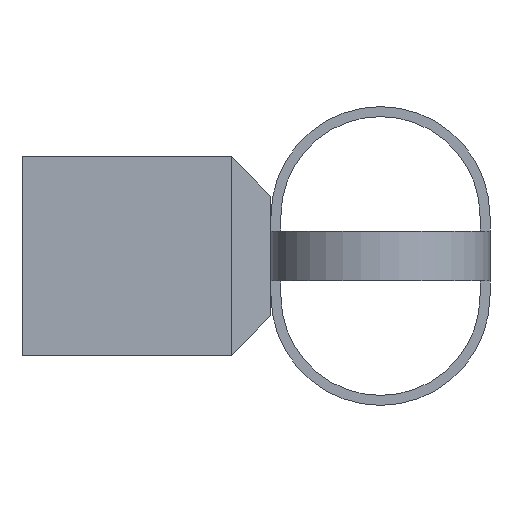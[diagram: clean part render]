
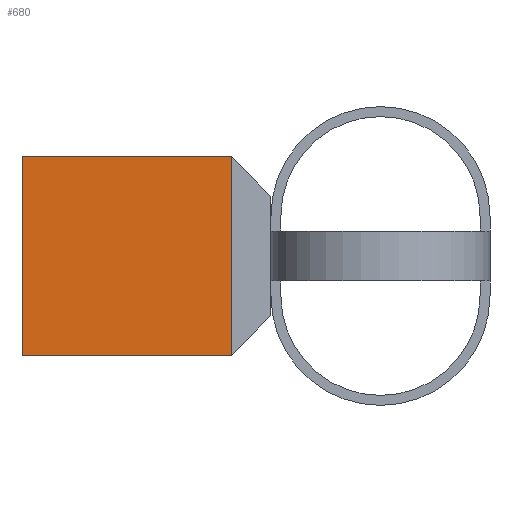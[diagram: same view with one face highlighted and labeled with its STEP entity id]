
A CAD part, left-side view. The second image highlights one B-rep face of the part: STEP entity #680.
In plain terms, the highlighted planar face has unit normal (-1, 0, 0).
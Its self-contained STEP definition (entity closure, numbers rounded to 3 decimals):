
#7 = LINE ( 'NONE', #344, #659 ) ;
#32 = VECTOR ( 'NONE', #928, 1000. ) ;
#78 = EDGE_CURVE ( 'NONE', #151, #377, #173, .T. ) ;
#148 = CARTESIAN_POINT ( 'NONE',  ( -5., 13., 5. ) ) ;
#151 = VERTEX_POINT ( 'NONE', #1033 ) ;
#154 = VERTEX_POINT ( 'NONE', #629 ) ;
#173 = LINE ( 'NONE', #512, #32 ) ;
#226 = ORIENTED_EDGE ( 'NONE', *, *, #436, .F. ) ;
#234 = DIRECTION ( 'NONE',  ( 0., 1., 0. ) ) ;
#237 = LINE ( 'NONE', #665, #347 ) ;
#282 = EDGE_LOOP ( 'NONE', ( #561, #883, #503, #226 ) ) ;
#344 = CARTESIAN_POINT ( 'NONE',  ( -5., 23.5, 5. ) ) ;
#345 = CARTESIAN_POINT ( 'NONE',  ( -5., 23.5, -5. ) ) ;
#347 = VECTOR ( 'NONE', #999, 1000. ) ;
#348 = EDGE_CURVE ( 'NONE', #154, #151, #237, .T. ) ;
#377 = VERTEX_POINT ( 'NONE', #148 ) ;
#400 = DIRECTION ( 'NONE',  ( 1., 0., 0. ) ) ;
#436 = EDGE_CURVE ( 'NONE', #154, #568, #770, .T. ) ;
#441 = VECTOR ( 'NONE', #1016, 1000. ) ;
#503 = ORIENTED_EDGE ( 'NONE', *, *, #777, .F. ) ;
#512 = CARTESIAN_POINT ( 'NONE',  ( -5., 13., -5. ) ) ;
#561 = ORIENTED_EDGE ( 'NONE', *, *, #348, .T. ) ;
#568 = VERTEX_POINT ( 'NONE', #940 ) ;
#629 = CARTESIAN_POINT ( 'NONE',  ( -5., 23.5, -5. ) ) ;
#659 = VECTOR ( 'NONE', #754, 1000. ) ;
#665 = CARTESIAN_POINT ( 'NONE',  ( -5., 23.5, -5. ) ) ;
#680 = ADVANCED_FACE ( 'NONE', ( #988 ), #812, .F. ) ;
#754 = DIRECTION ( 'NONE',  ( 0., -1., 0. ) ) ;
#770 = LINE ( 'NONE', #345, #441 ) ;
#777 = EDGE_CURVE ( 'NONE', #568, #377, #7, .T. ) ;
#812 = PLANE ( 'NONE',  #1091 ) ;
#883 = ORIENTED_EDGE ( 'NONE', *, *, #78, .T. ) ;
#928 = DIRECTION ( 'NONE',  ( 0., 0., 1. ) ) ;
#940 = CARTESIAN_POINT ( 'NONE',  ( -5., 23.5, 5. ) ) ;
#976 = CARTESIAN_POINT ( 'NONE',  ( -5., 23.5, -5. ) ) ;
#988 = FACE_OUTER_BOUND ( 'NONE', #282, .T. ) ;
#999 = DIRECTION ( 'NONE',  ( 0., -1., 0. ) ) ;
#1016 = DIRECTION ( 'NONE',  ( 0., 0., 1. ) ) ;
#1033 = CARTESIAN_POINT ( 'NONE',  ( -5., 13., -5. ) ) ;
#1091 = AXIS2_PLACEMENT_3D ( 'NONE', #976, #400, #234 ) ;
